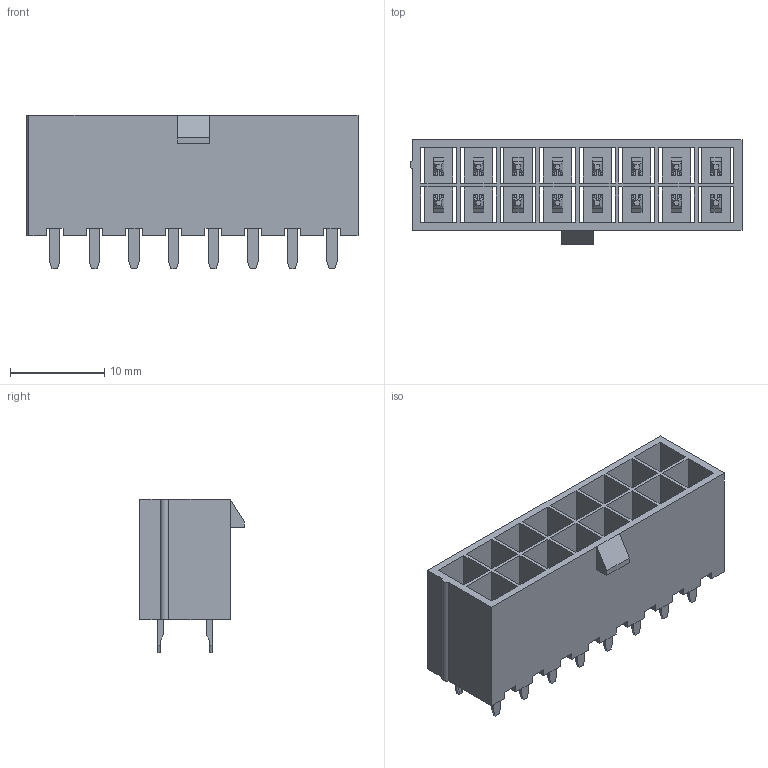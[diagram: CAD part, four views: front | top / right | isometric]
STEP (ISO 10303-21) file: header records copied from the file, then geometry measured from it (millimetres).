
FILE_DESCRIPTION( ( 'Unknown' ), '1' );
FILE_NAME( '64901621122.stp', 'Unknown', ( 'Unknown' ), ( 'Unknown' ), 'PSStep 14.0', 'Unknown', ' ' );
FILE_SCHEMA( ( 'AUTOMOTIVE_DESIGN { 1 0 10303 214 1 1 1 1 }' ) );
Length unit declared in the file: millimetre
Products named in the file (3): Assem1; 6490xx21122_PIN; 64901621122
Assembly tree (17 placements, depth 2):
  Assem1
    6490xx21122_PIN  x16
    64901621122
Bounding box: 35.2 x 11.1 x 16.3 mm (x, y, z)
Volume: 1897.6 mm3; surface area: 6320 mm2
Topology: 17 solids, 17 shells, 1629 faces, 4799 edges, 3156 vertices
Faces by surface type: plane 1180, cylinder 449
Entity records: 19899 total; most frequent: ORIENTED_EDGE 2938, CARTESIAN_POINT 2912, DIRECTION 2481, EDGE_CURVE 1469, LINE 1411, VECTOR 1411, VERTEX_POINT 966, AXIS2_PLACEMENT_3D 535
